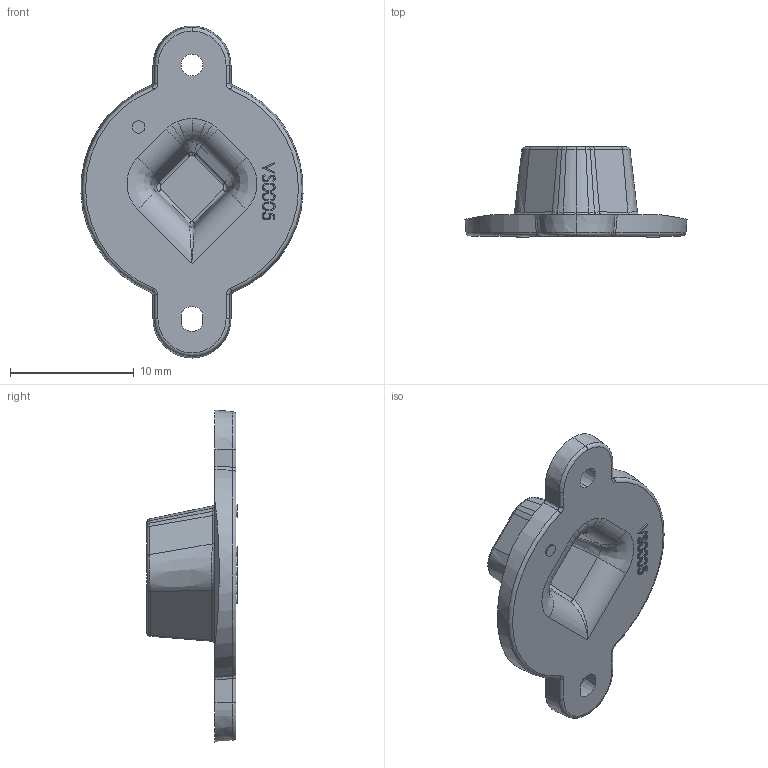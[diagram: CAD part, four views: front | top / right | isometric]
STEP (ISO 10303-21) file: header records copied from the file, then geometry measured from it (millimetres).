
FILE_DESCRIPTION (( 'STEP AP214' ), '1' );
FILE_NAME ('VS0005-A.STEP', '2016-09-20T02:14:48', ( '' ), ( '' ), 'SwSTEP 2.0', 'SolidWorks 2015', '' );
FILE_SCHEMA (( 'AUTOMOTIVE_DESIGN' ));
Length unit declared in the file: millimetre
Products named in the file (1): VS0005-A
Bounding box: 17.92 x 7.3 x 26.8 mm (x, y, z)
Volume: 673.9 mm3; surface area: 928 mm2
Topology: 1 solids, 1 shells, 206 faces, 508 edges, 314 vertices
Faces by surface type: bspline 109, plane 45, cylinder 29, torus 10, cone 10, sphere 3
Entity records: 12551 total; most frequent: CARTESIAN_POINT 8505, ORIENTED_EDGE 1012, DIRECTION 521, EDGE_CURVE 506, VERTEX_POINT 314, B_SPLINE_CURVE_WITH_KNOTS 252, EDGE_LOOP 222, FACE_OUTER_BOUND 206
